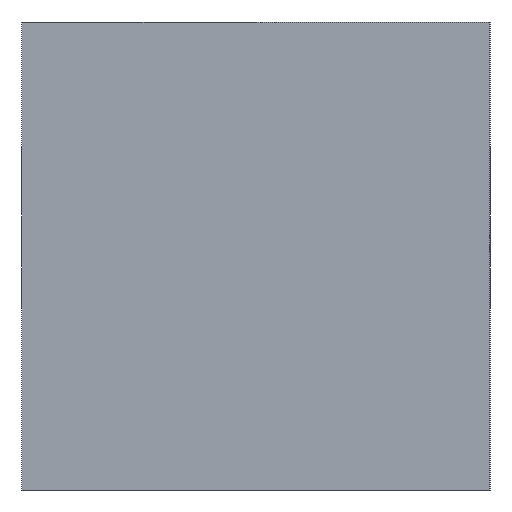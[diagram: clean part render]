
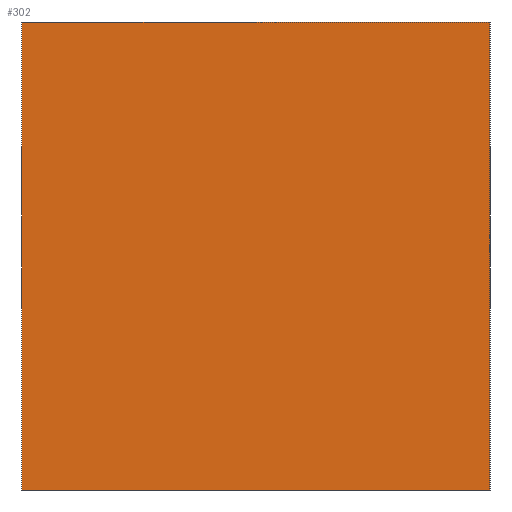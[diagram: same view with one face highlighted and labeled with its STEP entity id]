
A CAD part, left-side view. The second image highlights one B-rep face of the part: STEP entity #302.
In plain terms, the highlighted planar face has unit normal (-1, 0, 0).
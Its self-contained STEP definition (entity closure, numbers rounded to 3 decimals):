
#21=LINE('',#495,#33);
#24=LINE('',#501,#36);
#25=LINE('',#503,#37);
#26=LINE('',#505,#38);
#33=VECTOR('',#407,1000.);
#36=VECTOR('',#412,1000.);
#37=VECTOR('',#413,1000.);
#38=VECTOR('',#414,1000.);
#45=PLANE('',#346);
#78=ORIENTED_EDGE('',*,*,#144,.T.);
#79=ORIENTED_EDGE('',*,*,#145,.F.);
#80=ORIENTED_EDGE('',*,*,#146,.F.);
#81=ORIENTED_EDGE('',*,*,#141,.T.);
#141=EDGE_CURVE('',#172,#171,#21,.T.);
#144=EDGE_CURVE('',#171,#174,#24,.T.);
#145=EDGE_CURVE('',#175,#174,#25,.T.);
#146=EDGE_CURVE('',#172,#175,#26,.T.);
#171=VERTEX_POINT('',#494);
#172=VERTEX_POINT('',#496);
#174=VERTEX_POINT('',#502);
#175=VERTEX_POINT('',#504);
#213=EDGE_LOOP('',(#78,#79,#80,#81));
#255=FACE_BOUND('',#213,.T.);
#302=ADVANCED_FACE('',(#255),#45,.F.);
#346=AXIS2_PLACEMENT_3D('',#500,#410,#411);
#407=DIRECTION('',(0.,0.,-1.));
#410=DIRECTION('',(1.,0.,0.));
#411=DIRECTION('',(0.,0.,-1.));
#412=DIRECTION('',(0.,-1.,0.));
#413=DIRECTION('',(0.,0.,-1.));
#414=DIRECTION('',(0.,-1.,0.));
#494=CARTESIAN_POINT('',(-19.,8.,0.));
#495=CARTESIAN_POINT('',(-19.,8.,16.));
#496=CARTESIAN_POINT('',(-19.,8.,16.));
#500=CARTESIAN_POINT('',(-19.,8.,16.));
#501=CARTESIAN_POINT('',(-19.,8.,0.));
#502=CARTESIAN_POINT('',(-19.,-8.,0.));
#503=CARTESIAN_POINT('',(-19.,-8.,16.));
#504=CARTESIAN_POINT('',(-19.,-8.,16.));
#505=CARTESIAN_POINT('',(-19.,8.,16.));
